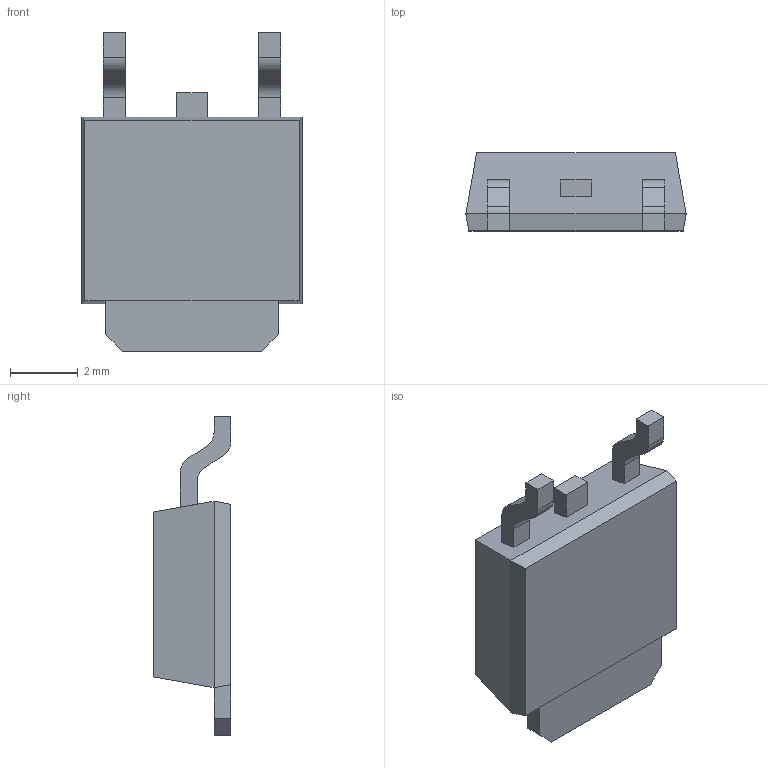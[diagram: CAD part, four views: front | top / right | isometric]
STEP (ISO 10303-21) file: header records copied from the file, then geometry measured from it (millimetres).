
FILE_DESCRIPTION (( 'STEP AP214' ), '1' );
FILE_NAME ('BD750L5FP-CE2.STEP', '2022-09-15T09:27:11', ( '' ), ( '' ), 'SwSTEP 2.0', 'SolidWorks 2018', '' );
FILE_SCHEMA (( 'AUTOMOTIVE_DESIGN' ));
Length unit declared in the file: millimetre
Products named in the file (1): BD750L5FP-CE2
Bounding box: 6.5 x 2.3 x 9.41 mm (x, y, z)
Volume: 81.1 mm3; surface area: 150.5 mm2
Topology: 4 solids, 4 shells, 55 faces, 130 edges, 84 vertices
Faces by surface type: plane 45, cylinder 10
Entity records: 1698 total; most frequent: CARTESIAN_POINT 270, DIRECTION 262, ORIENTED_EDGE 260, EDGE_CURVE 130, LINE 110, VECTOR 110, VERTEX_POINT 84, AXIS2_PLACEMENT_3D 76
